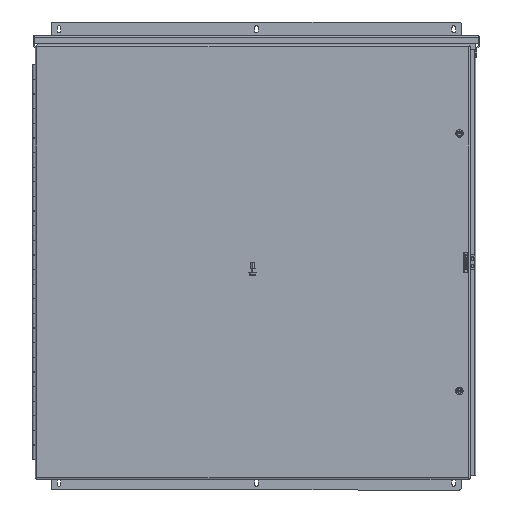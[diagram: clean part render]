
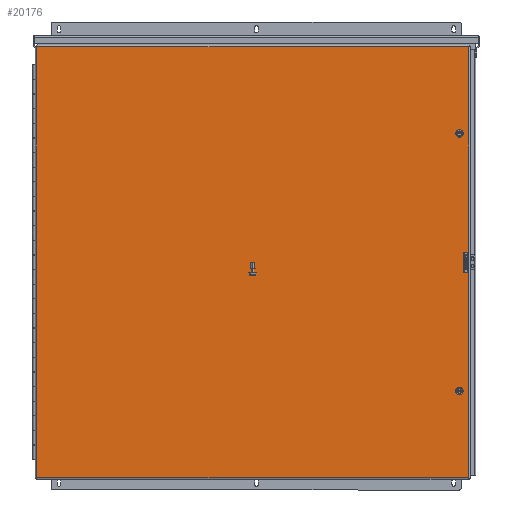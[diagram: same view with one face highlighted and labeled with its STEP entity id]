
A CAD part, front view. The second image highlights one B-rep face of the part: STEP entity #20176.
In plain terms, the highlighted planar face has unit normal (0, -1, 0).
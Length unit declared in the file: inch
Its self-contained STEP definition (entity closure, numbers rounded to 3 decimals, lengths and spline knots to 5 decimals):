
#387 = ORIENTED_EDGE ( 'NONE', *, *, #4782, .T. ) ;
#687 = CARTESIAN_POINT ( 'NONE',  ( 14.45975, -8.172, 0.259 ) ) ;
#1143 = ORIENTED_EDGE ( 'NONE', *, *, #13377, .T. ) ;
#1154 = ORIENTED_EDGE ( 'NONE', *, *, #11924, .T. ) ;
#1287 = CARTESIAN_POINT ( 'NONE',  ( 14.508, -8.172, 14.306 ) ) ;
#1425 = EDGE_CURVE ( 'NONE', #22390, #4771, #17911, .T. ) ;
#1825 = CARTESIAN_POINT ( 'NONE',  ( 14.14725, -8.172, -1.116 ) ) ;
#2219 = CARTESIAN_POINT ( 'NONE',  ( 14.508, -8.172, -15.163 ) ) ;
#2540 = CARTESIAN_POINT ( 'NONE',  ( 14.017, -8.172, -9.241 ) ) ;
#2548 = ORIENTED_EDGE ( 'NONE', *, *, #1425, .T. ) ;
#2640 = DIRECTION ( 'NONE',  ( 0., 0., -1. ) ) ;
#2799 = CARTESIAN_POINT ( 'NONE',  ( -15.026, -8.172, 14.306 ) ) ;
#2973 = LINE ( 'NONE', #12782, #26459 ) ;
#3366 = EDGE_CURVE ( 'NONE', #20089, #19880, #10111, .T. ) ;
#3389 = CARTESIAN_POINT ( 'NONE',  ( 13.884, -8.172, -9.241 ) ) ;
#3597 = EDGE_CURVE ( 'NONE', #20018, #14487, #31595, .T. ) ;
#3683 = LINE ( 'NONE', #13498, #12690 ) ;
#4147 = ORIENTED_EDGE ( 'NONE', *, *, #16084, .T. ) ;
#4169 = CARTESIAN_POINT ( 'NONE',  ( 13.751, -8.172, -9.241 ) ) ;
#4771 = VERTEX_POINT ( 'NONE', #18665 ) ;
#4782 = EDGE_CURVE ( 'NONE', #6851, #25960, #3683, .T. ) ;
#5466 = DIRECTION ( 'NONE',  ( 0., 1., 0. ) ) ;
#5659 = CARTESIAN_POINT ( 'NONE',  ( 14.508, -8.172, -15.163 ) ) ;
#6483 = AXIS2_PLACEMENT_3D ( 'NONE', #16516, #9599, #13941 ) ;
#6521 = VECTOR ( 'NONE', #29157, 39.37008 ) ;
#6601 = DIRECTION ( 'NONE',  ( -1., 0., 0. ) ) ;
#6609 = DIRECTION ( 'NONE',  ( 0., 0., 1. ) ) ;
#6851 = VERTEX_POINT ( 'NONE', #25284 ) ;
#6903 = PLANE ( 'NONE',  #11677 ) ;
#7308 = CARTESIAN_POINT ( 'NONE',  ( -15.026, -8.172, -15.163 ) ) ;
#7319 = EDGE_LOOP ( 'NONE', ( #1143, #19498, #2548, #1154 ) ) ;
#7550 = CARTESIAN_POINT ( 'NONE',  ( 14.45975, -8.172, 0.259 ) ) ;
#8131 = EDGE_LOOP ( 'NONE', ( #14848, #387, #20478, #25267 ) ) ;
#8785 = VECTOR ( 'NONE', #13507, 39.37008 ) ;
#9221 = EDGE_LOOP ( 'NONE', ( #24155, #15278 ) ) ;
#9599 = DIRECTION ( 'NONE',  ( 0., 1., 0. ) ) ;
#10111 = LINE ( 'NONE', #7550, #31100 ) ;
#10326 = EDGE_CURVE ( 'NONE', #18782, #20413, #11041, .T. ) ;
#11041 = CIRCLE ( 'NONE', #21910, 0.133 ) ;
#11410 = LINE ( 'NONE', #1287, #8785 ) ;
#11575 = FACE_BOUND ( 'NONE', #8131, .T. ) ;
#11677 = AXIS2_PLACEMENT_3D ( 'NONE', #2219, #26331, #28741 ) ;
#11924 = EDGE_CURVE ( 'NONE', #4771, #29741, #15573, .T. ) ;
#12427 = CARTESIAN_POINT ( 'NONE',  ( 13.751, -8.172, 8.384 ) ) ;
#12690 = VECTOR ( 'NONE', #6601, 39.37008 ) ;
#12782 = CARTESIAN_POINT ( 'NONE',  ( 14.45975, -8.172, -1.116 ) ) ;
#13007 = CARTESIAN_POINT ( 'NONE',  ( 13.884, -8.172, -9.241 ) ) ;
#13207 = DIRECTION ( 'NONE',  ( 0., 1., 0. ) ) ;
#13377 = EDGE_CURVE ( 'NONE', #29741, #24390, #11410, .T. ) ;
#13385 = CARTESIAN_POINT ( 'NONE',  ( 14.14725, -8.172, 0.259 ) ) ;
#13498 = CARTESIAN_POINT ( 'NONE',  ( 14.14725, -8.172, -1.116 ) ) ;
#13507 = DIRECTION ( 'NONE',  ( -1., 0., 0. ) ) ;
#13611 = EDGE_CURVE ( 'NONE', #25960, #20089, #19306, .T. ) ;
#13941 = DIRECTION ( 'NONE',  ( 1., 0., 0. ) ) ;
#13968 = EDGE_CURVE ( 'NONE', #14487, #20018, #29814, .T. ) ;
#14487 = VERTEX_POINT ( 'NONE', #30068 ) ;
#14848 = ORIENTED_EDGE ( 'NONE', *, *, #31151, .T. ) ;
#14874 = CARTESIAN_POINT ( 'NONE',  ( 13.884, -8.172, 8.384 ) ) ;
#15027 = CARTESIAN_POINT ( 'NONE',  ( -15.026, -8.172, -15.163 ) ) ;
#15278 = ORIENTED_EDGE ( 'NONE', *, *, #3597, .T. ) ;
#15573 = LINE ( 'NONE', #21918, #22631 ) ;
#16084 = EDGE_CURVE ( 'NONE', #20413, #18782, #29925, .T. ) ;
#16516 = CARTESIAN_POINT ( 'NONE',  ( 13.884, -8.172, 8.384 ) ) ;
#17085 = DIRECTION ( 'NONE',  ( 0., 0., 1. ) ) ;
#17911 = LINE ( 'NONE', #5659, #26392 ) ;
#18665 = CARTESIAN_POINT ( 'NONE',  ( 14.508, -8.172, -15.163 ) ) ;
#18782 = VERTEX_POINT ( 'NONE', #4169 ) ;
#19069 = AXIS2_PLACEMENT_3D ( 'NONE', #14874, #19216, #24657 ) ;
#19216 = DIRECTION ( 'NONE',  ( 0., 1., 0. ) ) ;
#19306 = LINE ( 'NONE', #19465, #23660 ) ;
#19465 = CARTESIAN_POINT ( 'NONE',  ( 14.14725, -8.172, 0.259 ) ) ;
#19498 = ORIENTED_EDGE ( 'NONE', *, *, #19765, .T. ) ;
#19765 = EDGE_CURVE ( 'NONE', #24390, #22390, #27077, .T. ) ;
#19880 = VERTEX_POINT ( 'NONE', #687 ) ;
#20018 = VERTEX_POINT ( 'NONE', #12427 ) ;
#20089 = VERTEX_POINT ( 'NONE', #13385 ) ;
#20176 = ADVANCED_FACE ( 'NONE', ( #26652, #24416, #11575, #25740 ), #6903, .T. ) ;
#20206 = AXIS2_PLACEMENT_3D ( 'NONE', #13007, #5466, #20249 ) ;
#20249 = DIRECTION ( 'NONE',  ( 1., 0., 0. ) ) ;
#20413 = VERTEX_POINT ( 'NONE', #2540 ) ;
#20478 = ORIENTED_EDGE ( 'NONE', *, *, #13611, .T. ) ;
#21910 = AXIS2_PLACEMENT_3D ( 'NONE', #3389, #13207, #30052 ) ;
#21918 = CARTESIAN_POINT ( 'NONE',  ( 14.508, -8.172, -15.163 ) ) ;
#22390 = VERTEX_POINT ( 'NONE', #15027 ) ;
#22631 = VECTOR ( 'NONE', #17085, 39.37008 ) ;
#23660 = VECTOR ( 'NONE', #6609, 39.37008 ) ;
#24155 = ORIENTED_EDGE ( 'NONE', *, *, #13968, .T. ) ;
#24390 = VERTEX_POINT ( 'NONE', #2799 ) ;
#24416 = FACE_BOUND ( 'NONE', #9221, .T. ) ;
#24657 = DIRECTION ( 'NONE',  ( 1., 0., 0. ) ) ;
#25254 = DIRECTION ( 'NONE',  ( 1., 0., 0. ) ) ;
#25267 = ORIENTED_EDGE ( 'NONE', *, *, #3366, .T. ) ;
#25284 = CARTESIAN_POINT ( 'NONE',  ( 14.45975, -8.172, -1.116 ) ) ;
#25740 = FACE_BOUND ( 'NONE', #28029, .T. ) ;
#25960 = VERTEX_POINT ( 'NONE', #1825 ) ;
#26331 = DIRECTION ( 'NONE',  ( 0., -1., 0. ) ) ;
#26392 = VECTOR ( 'NONE', #25254, 39.37008 ) ;
#26459 = VECTOR ( 'NONE', #2640, 39.37008 ) ;
#26652 = FACE_OUTER_BOUND ( 'NONE', #7319, .T. ) ;
#27077 = LINE ( 'NONE', #7308, #6521 ) ;
#27608 = DIRECTION ( 'NONE',  ( 1., 0., 0. ) ) ;
#28029 = EDGE_LOOP ( 'NONE', ( #4147, #31485 ) ) ;
#28741 = DIRECTION ( 'NONE',  ( 1., 0., 0. ) ) ;
#29157 = DIRECTION ( 'NONE',  ( 0., 0., -1. ) ) ;
#29431 = CARTESIAN_POINT ( 'NONE',  ( 14.508, -8.172, 14.306 ) ) ;
#29741 = VERTEX_POINT ( 'NONE', #29431 ) ;
#29814 = CIRCLE ( 'NONE', #19069, 0.133 ) ;
#29925 = CIRCLE ( 'NONE', #20206, 0.133 ) ;
#30052 = DIRECTION ( 'NONE',  ( 1., 0., 0. ) ) ;
#30068 = CARTESIAN_POINT ( 'NONE',  ( 14.017, -8.172, 8.384 ) ) ;
#31100 = VECTOR ( 'NONE', #27608, 39.37008 ) ;
#31151 = EDGE_CURVE ( 'NONE', #19880, #6851, #2973, .T. ) ;
#31485 = ORIENTED_EDGE ( 'NONE', *, *, #10326, .T. ) ;
#31595 = CIRCLE ( 'NONE', #6483, 0.133 ) ;
